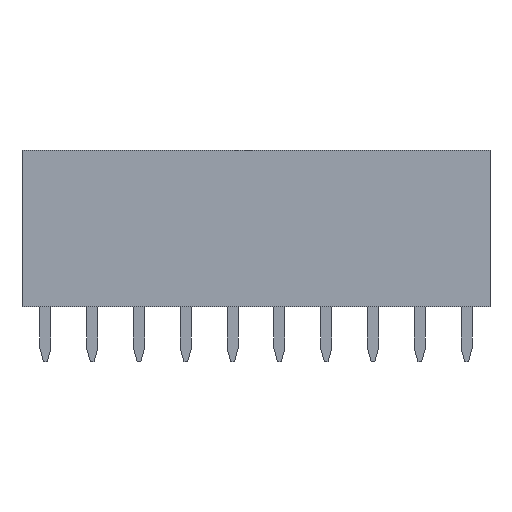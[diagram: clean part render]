
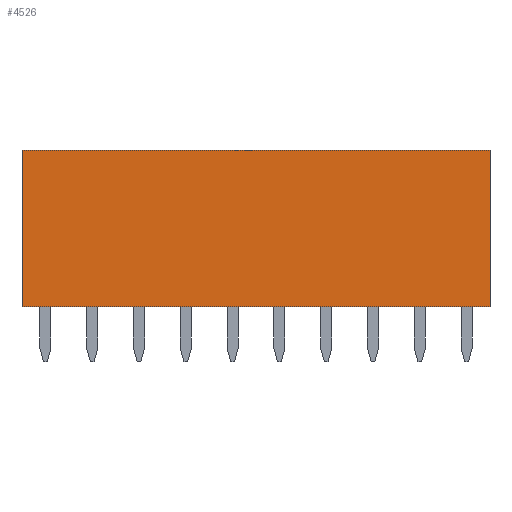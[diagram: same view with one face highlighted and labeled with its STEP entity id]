
A CAD part, front view. The second image highlights one B-rep face of the part: STEP entity #4526.
In plain terms, the highlighted planar face has unit normal (0, -1, 0).
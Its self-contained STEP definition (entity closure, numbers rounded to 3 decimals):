
#4526=ADVANCED_FACE('',(#8522),#8524,.T.);
#8522=FACE_BOUND('',#8523,.T.);
#8523=EDGE_LOOP('',(#11637,#11638,#11639,#11640));
#8524=PLANE('',#8525);
#8525=AXIS2_PLACEMENT_3D('',#8526,#8527,#8528);
#8526=CARTESIAN_POINT('',(-1.27,-1.27,0.));
#8527=DIRECTION('',(0.,-1.,0.));
#8528=DIRECTION('',(1.,0.,0.));
#11637=ORIENTED_EDGE('',*,*,#13295,.T.);
#11638=ORIENTED_EDGE('',*,*,#13168,.T.);
#11639=ORIENTED_EDGE('',*,*,#13273,.F.);
#11640=ORIENTED_EDGE('',*,*,#13157,.F.);
#13157=EDGE_CURVE('',#15501,#15503,#15504,.T.);
#13168=EDGE_CURVE('',#15523,#15521,#15524,.T.);
#13273=EDGE_CURVE('',#15503,#15521,#15653,.T.);
#13295=EDGE_CURVE('',#15501,#15523,#15679,.T.);
#15501=VERTEX_POINT('',#20613);
#15503=VERTEX_POINT('',#20617);
#15504=LINE('',#20618,#20619);
#15521=VERTEX_POINT('',#20655);
#15523=VERTEX_POINT('',#20659);
#15524=LINE('',#20660,#20661);
#15653=LINE('',#21003,#21004);
#15679=LINE('',#21073,#21074);
#20613=CARTESIAN_POINT('',(-1.27,-1.27,0.));
#20617=CARTESIAN_POINT('',(-1.27,-1.27,8.5));
#20618=CARTESIAN_POINT('',(-1.27,-1.27,0.));
#20619=VECTOR('',#20620,1.);
#20620=DIRECTION('',(0.,0.,1.));
#20655=CARTESIAN_POINT('',(24.13,-1.27,8.5));
#20659=CARTESIAN_POINT('',(24.13,-1.27,0.));
#20660=CARTESIAN_POINT('',(24.13,-1.27,0.));
#20661=VECTOR('',#20662,1.);
#20662=DIRECTION('',(0.,0.,1.));
#21003=CARTESIAN_POINT('',(-1.27,-1.27,8.5));
#21004=VECTOR('',#21005,1.);
#21005=DIRECTION('',(1.,0.,0.));
#21073=CARTESIAN_POINT('',(-1.27,-1.27,0.));
#21074=VECTOR('',#21075,1.);
#21075=DIRECTION('',(1.,0.,0.));
